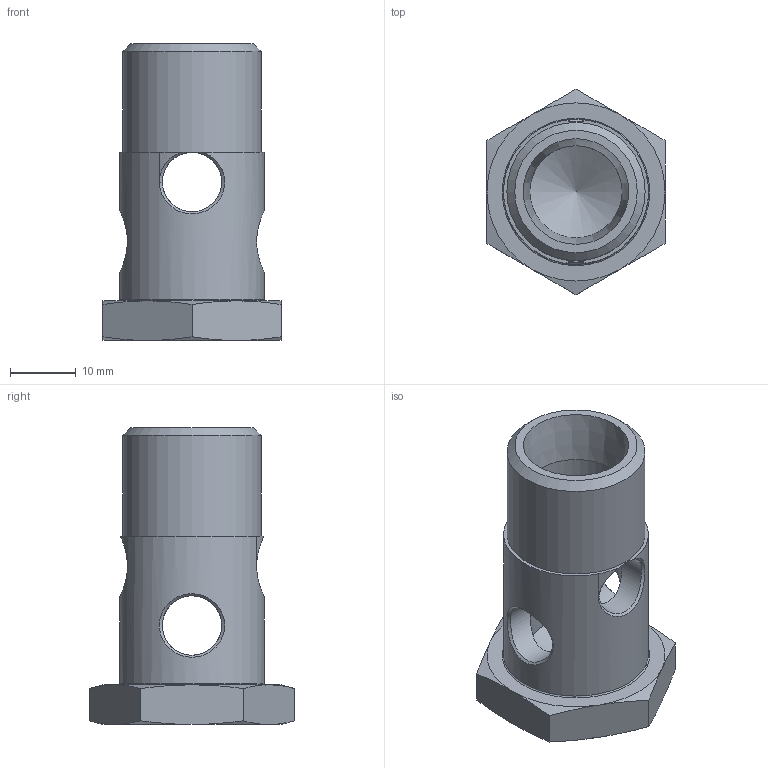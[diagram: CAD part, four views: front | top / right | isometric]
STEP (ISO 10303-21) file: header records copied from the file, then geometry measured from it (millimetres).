
FILE_DESCRIPTION((''),'2;1');
FILE_NAME('70932248.stp','2014-10-16T11:01:36',(''),('KNOMI spol. s r. o.'),'Autodesk Inventor 2012','Autodesk Inventor 2012','');
FILE_SCHEMA(('AUTOMOTIVE_DESIGN { 1 2 10303 214 0 1 1 1 }'));
Length unit declared in the file: millimetre
Products named in the file (1): Průtok.šr.G1/2  D22
Bounding box: 27 x 31.18 x 45 mm (x, y, z)
Volume: 10797.8 mm3; surface area: 5926.1 mm2
Topology: 1 solids, 1 shells, 41 faces, 99 edges, 58 vertices
Faces by surface type: cone 15, plane 11, cylinder 8, bspline 6, torus 1
Full cylindrical faces by diameter (mm): 9 x4, 14 x1, 20.955 x1, 21.96 x1
Entity records: 1736 total; most frequent: CARTESIAN_POINT 965, ORIENTED_EDGE 162, DIRECTION 126, EDGE_CURVE 81, AXIS2_PLACEMENT_3D 58, EDGE_LOOP 58, VERTEX_POINT 51, FACE_OUTER_BOUND 40
